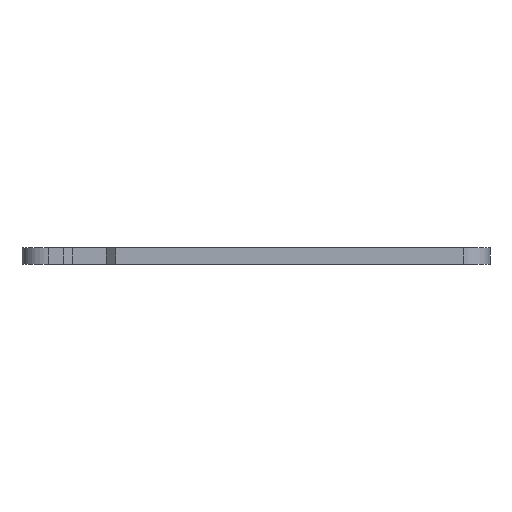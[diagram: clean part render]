
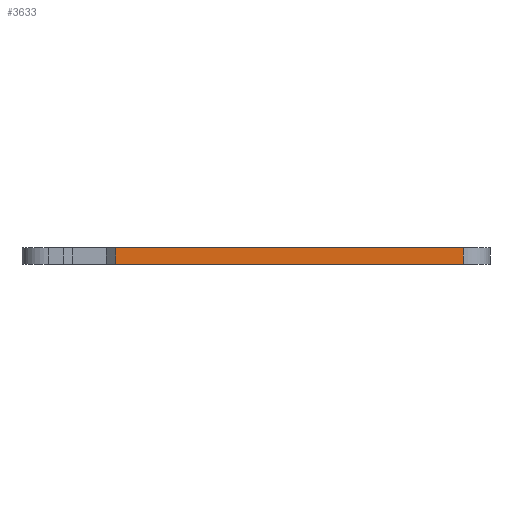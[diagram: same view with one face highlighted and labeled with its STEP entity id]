
A CAD part, left-side view. The second image highlights one B-rep face of the part: STEP entity #3633.
In plain terms, the highlighted planar face has unit normal (-1, 0, 0).
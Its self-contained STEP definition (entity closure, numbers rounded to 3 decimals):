
#84 = PLANE('',#85);
#85 = AXIS2_PLACEMENT_3D('',#86,#87,#88);
#86 = CARTESIAN_POINT('',(148.41,-104.949,1.6));
#87 = DIRECTION('',(0.,0.,1.));
#88 = DIRECTION('',(1.,0.,-0.));
#139 = PLANE('',#140);
#140 = AXIS2_PLACEMENT_3D('',#141,#142,#143);
#141 = CARTESIAN_POINT('',(148.41,-104.949,0.));
#142 = DIRECTION('',(0.,0.,1.));
#143 = DIRECTION('',(1.,0.,-0.));
#360 = VERTEX_POINT('',#361);
#361 = CARTESIAN_POINT('',(116.751,-91.669,0.));
#375 = PLANE('',#376);
#376 = AXIS2_PLACEMENT_3D('',#377,#378,#379);
#377 = CARTESIAN_POINT('',(116.751,-91.669,0.));
#378 = DIRECTION('',(-0.707,0.707,0.));
#379 = DIRECTION('',(0.707,0.707,0.));
#387 = EDGE_CURVE('',#388,#360,#390,.T.);
#388 = VERTEX_POINT('',#389);
#389 = CARTESIAN_POINT('',(116.751,-124.689,0.));
#390 = SURFACE_CURVE('',#391,(#395,#402),.PCURVE_S1.);
#391 = LINE('',#392,#393);
#392 = CARTESIAN_POINT('',(116.751,-124.689,0.));
#393 = VECTOR('',#394,1.);
#394 = DIRECTION('',(0.,1.,0.));
#395 = PCURVE('',#139,#396);
#396 = DEFINITIONAL_REPRESENTATION('',(#397),#401);
#397 = LINE('',#398,#399);
#398 = CARTESIAN_POINT('',(-31.658,-19.74));
#399 = VECTOR('',#400,1.);
#400 = DIRECTION('',(0.,1.));
#401 = ( GEOMETRIC_REPRESENTATION_CONTEXT(2) 
PARAMETRIC_REPRESENTATION_CONTEXT() REPRESENTATION_CONTEXT('2D SPACE',''
  ) );
#402 = PCURVE('',#403,#408);
#403 = PLANE('',#404);
#404 = AXIS2_PLACEMENT_3D('',#405,#406,#407);
#405 = CARTESIAN_POINT('',(116.751,-124.689,0.));
#406 = DIRECTION('',(-1.,0.,0.));
#407 = DIRECTION('',(0.,1.,0.));
#408 = DEFINITIONAL_REPRESENTATION('',(#409),#413);
#409 = LINE('',#410,#411);
#410 = CARTESIAN_POINT('',(0.,0.));
#411 = VECTOR('',#412,1.);
#412 = DIRECTION('',(1.,0.));
#413 = ( GEOMETRIC_REPRESENTATION_CONTEXT(2) 
PARAMETRIC_REPRESENTATION_CONTEXT() REPRESENTATION_CONTEXT('2D SPACE',''
  ) );
#432 = CYLINDRICAL_SURFACE('',#433,2.54);
#433 = AXIS2_PLACEMENT_3D('',#434,#435,#436);
#434 = CARTESIAN_POINT('',(119.291,-124.689,0.));
#435 = DIRECTION('',(-0.,-0.,-1.));
#436 = DIRECTION('',(1.,0.,-0.));
#2061 = VERTEX_POINT('',#2062);
#2062 = CARTESIAN_POINT('',(116.751,-91.669,1.6));
#2083 = EDGE_CURVE('',#2084,#2061,#2086,.T.);
#2084 = VERTEX_POINT('',#2085);
#2085 = CARTESIAN_POINT('',(116.751,-124.689,1.6));
#2086 = SURFACE_CURVE('',#2087,(#2091,#2098),.PCURVE_S1.);
#2087 = LINE('',#2088,#2089);
#2088 = CARTESIAN_POINT('',(116.751,-124.689,1.6));
#2089 = VECTOR('',#2090,1.);
#2090 = DIRECTION('',(0.,1.,0.));
#2091 = PCURVE('',#84,#2092);
#2092 = DEFINITIONAL_REPRESENTATION('',(#2093),#2097);
#2093 = LINE('',#2094,#2095);
#2094 = CARTESIAN_POINT('',(-31.658,-19.74));
#2095 = VECTOR('',#2096,1.);
#2096 = DIRECTION('',(0.,1.));
#2097 = ( GEOMETRIC_REPRESENTATION_CONTEXT(2) 
PARAMETRIC_REPRESENTATION_CONTEXT() REPRESENTATION_CONTEXT('2D SPACE',''
  ) );
#2098 = PCURVE('',#403,#2099);
#2099 = DEFINITIONAL_REPRESENTATION('',(#2100),#2104);
#2100 = LINE('',#2101,#2102);
#2101 = CARTESIAN_POINT('',(0.,-1.6));
#2102 = VECTOR('',#2103,1.);
#2103 = DIRECTION('',(1.,0.));
#2104 = ( GEOMETRIC_REPRESENTATION_CONTEXT(2) 
PARAMETRIC_REPRESENTATION_CONTEXT() REPRESENTATION_CONTEXT('2D SPACE',''
  ) );
#3583 = EDGE_CURVE('',#360,#2061,#3584,.T.);
#3584 = SURFACE_CURVE('',#3585,(#3589,#3596),.PCURVE_S1.);
#3585 = LINE('',#3586,#3587);
#3586 = CARTESIAN_POINT('',(116.751,-91.669,0.));
#3587 = VECTOR('',#3588,1.);
#3588 = DIRECTION('',(0.,0.,1.));
#3589 = PCURVE('',#375,#3590);
#3590 = DEFINITIONAL_REPRESENTATION('',(#3591),#3595);
#3591 = LINE('',#3592,#3593);
#3592 = CARTESIAN_POINT('',(0.,0.));
#3593 = VECTOR('',#3594,1.);
#3594 = DIRECTION('',(0.,-1.));
#3595 = ( GEOMETRIC_REPRESENTATION_CONTEXT(2) 
PARAMETRIC_REPRESENTATION_CONTEXT() REPRESENTATION_CONTEXT('2D SPACE',''
  ) );
#3596 = PCURVE('',#403,#3597);
#3597 = DEFINITIONAL_REPRESENTATION('',(#3598),#3602);
#3598 = LINE('',#3599,#3600);
#3599 = CARTESIAN_POINT('',(33.02,0.));
#3600 = VECTOR('',#3601,1.);
#3601 = DIRECTION('',(0.,-1.));
#3602 = ( GEOMETRIC_REPRESENTATION_CONTEXT(2) 
PARAMETRIC_REPRESENTATION_CONTEXT() REPRESENTATION_CONTEXT('2D SPACE',''
  ) );
#3633 = ADVANCED_FACE('',(#3634),#403,.T.);
#3634 = FACE_BOUND('',#3635,.T.);
#3635 = EDGE_LOOP('',(#3636,#3657,#3658,#3659));
#3636 = ORIENTED_EDGE('',*,*,#3637,.T.);
#3637 = EDGE_CURVE('',#388,#2084,#3638,.T.);
#3638 = SURFACE_CURVE('',#3639,(#3643,#3650),.PCURVE_S1.);
#3639 = LINE('',#3640,#3641);
#3640 = CARTESIAN_POINT('',(116.751,-124.689,0.));
#3641 = VECTOR('',#3642,1.);
#3642 = DIRECTION('',(0.,0.,1.));
#3643 = PCURVE('',#403,#3644);
#3644 = DEFINITIONAL_REPRESENTATION('',(#3645),#3649);
#3645 = LINE('',#3646,#3647);
#3646 = CARTESIAN_POINT('',(0.,0.));
#3647 = VECTOR('',#3648,1.);
#3648 = DIRECTION('',(0.,-1.));
#3649 = ( GEOMETRIC_REPRESENTATION_CONTEXT(2) 
PARAMETRIC_REPRESENTATION_CONTEXT() REPRESENTATION_CONTEXT('2D SPACE',''
  ) );
#3650 = PCURVE('',#432,#3651);
#3651 = DEFINITIONAL_REPRESENTATION('',(#3652),#3656);
#3652 = LINE('',#3653,#3654);
#3653 = CARTESIAN_POINT('',(-3.141,0.));
#3654 = VECTOR('',#3655,1.);
#3655 = DIRECTION('',(-0.,-1.));
#3656 = ( GEOMETRIC_REPRESENTATION_CONTEXT(2) 
PARAMETRIC_REPRESENTATION_CONTEXT() REPRESENTATION_CONTEXT('2D SPACE',''
  ) );
#3657 = ORIENTED_EDGE('',*,*,#2083,.T.);
#3658 = ORIENTED_EDGE('',*,*,#3583,.F.);
#3659 = ORIENTED_EDGE('',*,*,#387,.F.);
